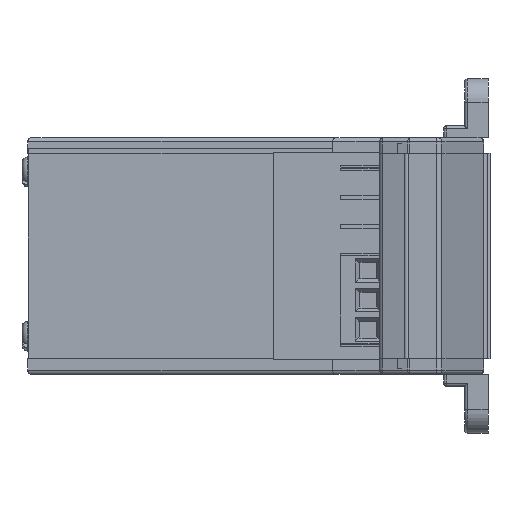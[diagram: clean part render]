
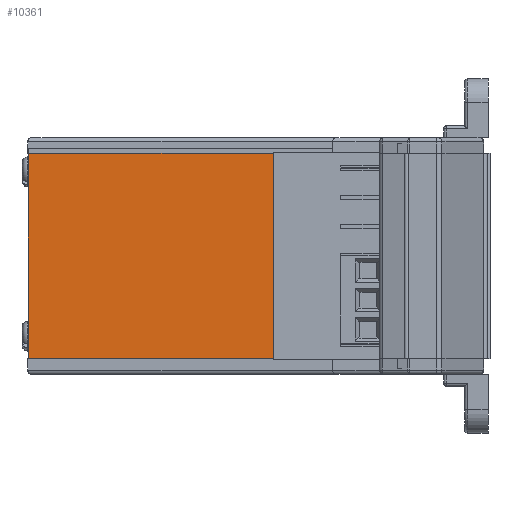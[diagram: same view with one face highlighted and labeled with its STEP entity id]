
A CAD part, left-side view. The second image highlights one B-rep face of the part: STEP entity #10361.
In plain terms, the highlighted planar face has unit normal (-1, 0, 0.002).
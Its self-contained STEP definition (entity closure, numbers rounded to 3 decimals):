
#56 = VERTEX_POINT ( 'NONE', #9655 ) ;
#2247 = FACE_OUTER_BOUND ( 'NONE', #2285, .T. ) ;
#2285 = EDGE_LOOP ( 'NONE', ( #20853, #18113, #24536, #13470 ) ) ;
#2672 = CARTESIAN_POINT ( 'NONE',  ( -35., 31., -35.8 ) ) ;
#3695 = EDGE_CURVE ( 'NONE', #7351, #12099, #7071, .T. ) ;
#4010 = CARTESIAN_POINT ( 'NONE',  ( -35., -31., -35.8 ) ) ;
#5898 = VERTEX_POINT ( 'NONE', #18399 ) ;
#7071 = LINE ( 'NONE', #4010, #20728 ) ;
#7351 = VERTEX_POINT ( 'NONE', #11712 ) ;
#8608 = DIRECTION ( 'NONE',  ( 0., 0., 1. ) ) ;
#9071 = LINE ( 'NONE', #11358, #24673 ) ;
#9655 = CARTESIAN_POINT ( 'NONE',  ( -35., 31., -35.8 ) ) ;
#10361 = ADVANCED_FACE ( 'NONE', ( #2247 ), #12745, .T. ) ;
#11336 = EDGE_CURVE ( 'NONE', #56, #7351, #13872, .T. ) ;
#11358 = CARTESIAN_POINT ( 'NONE',  ( -35., 31., 0. ) ) ;
#11712 = CARTESIAN_POINT ( 'NONE',  ( -35., -31., -35.8 ) ) ;
#11716 = AXIS2_PLACEMENT_3D ( 'NONE', #2672, #21012, #25081 ) ;
#12099 = VERTEX_POINT ( 'NONE', #17196 ) ;
#12608 = CARTESIAN_POINT ( 'NONE',  ( -35., 31., -35.8 ) ) ;
#12745 = PLANE ( 'NONE',  #11716 ) ;
#12930 = VECTOR ( 'NONE', #18464, 1000. ) ;
#13470 = ORIENTED_EDGE ( 'NONE', *, *, #3695, .T. ) ;
#13872 = LINE ( 'NONE', #12608, #12930 ) ;
#16538 = CARTESIAN_POINT ( 'NONE',  ( -35., 31., -35.8 ) ) ;
#17196 = CARTESIAN_POINT ( 'NONE',  ( -35., -31., 0. ) ) ;
#17821 = EDGE_CURVE ( 'NONE', #5898, #12099, #9071, .T. ) ;
#18113 = ORIENTED_EDGE ( 'NONE', *, *, #25486, .F. ) ;
#18399 = CARTESIAN_POINT ( 'NONE',  ( -35., 31., 0. ) ) ;
#18464 = DIRECTION ( 'NONE',  ( 0., -1., 0. ) ) ;
#20572 = VECTOR ( 'NONE', #8608, 1000. ) ;
#20728 = VECTOR ( 'NONE', #26191, 1000. ) ;
#20853 = ORIENTED_EDGE ( 'NONE', *, *, #17821, .F. ) ;
#21012 = DIRECTION ( 'NONE',  ( -1., 0., 0. ) ) ;
#23125 = LINE ( 'NONE', #16538, #20572 ) ;
#24536 = ORIENTED_EDGE ( 'NONE', *, *, #11336, .T. ) ;
#24673 = VECTOR ( 'NONE', #25387, 1000. ) ;
#25081 = DIRECTION ( 'NONE',  ( 0., 0., 1. ) ) ;
#25387 = DIRECTION ( 'NONE',  ( 0., -1., 0. ) ) ;
#25486 = EDGE_CURVE ( 'NONE', #56, #5898, #23125, .T. ) ;
#26191 = DIRECTION ( 'NONE',  ( 0., 0., 1. ) ) ;
